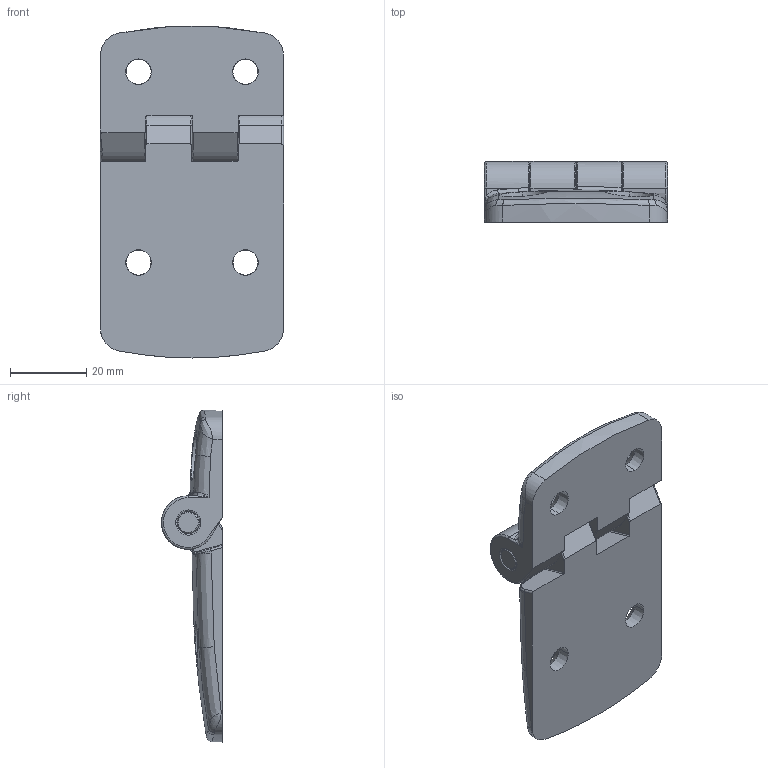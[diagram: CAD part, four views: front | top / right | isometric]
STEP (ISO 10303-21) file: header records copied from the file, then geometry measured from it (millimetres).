
FILE_DESCRIPTION (( 'STEP AP214' ), '1' );
FILE_NAME ('6228726', '2019-01-28T17:06:47', ( '' ), ('JUGARD+KÜNSTNER GmbH'), 'SwSTEP 2.0', 'SolidWorks 2017', '' );
FILE_SCHEMA (( 'AUTOMOTIVE_DESIGN' ));
Length unit declared in the file: millimetre
Products named in the file (1): 6228726
Bounding box: 48 x 15.95 x 87 mm (x, y, z)
Volume: 28867 mm3; surface area: 15315.8 mm2
Topology: 7 solids, 7 shells, 413 faces, 1052 edges, 638 vertices
Faces by surface type: plane 195, cylinder 113, bspline 66, cone 21, torus 18
Entity records: 16341 total; most frequent: CARTESIAN_POINT 6877, ORIENTED_EDGE 2078, DIRECTION 1827, EDGE_CURVE 1039, AXIS2_PLACEMENT_3D 696, VERTEX_POINT 638, VECTOR 435, LINE 435
